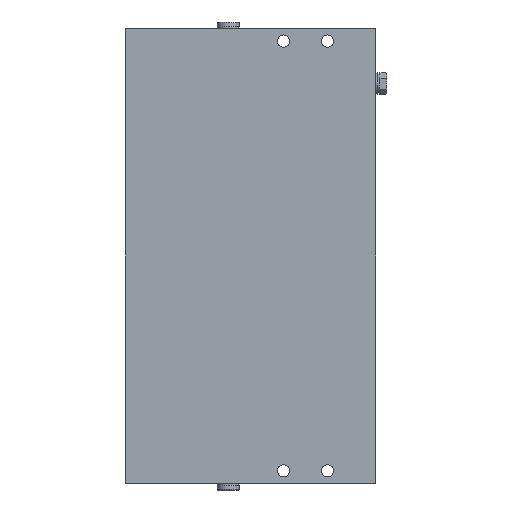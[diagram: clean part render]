
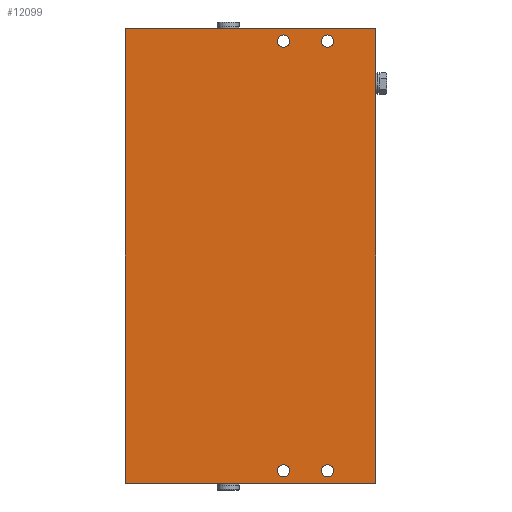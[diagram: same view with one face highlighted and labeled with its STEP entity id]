
A CAD part, front view. The second image highlights one B-rep face of the part: STEP entity #12099.
In plain terms, the highlighted planar face has unit normal (0, -1, 0).
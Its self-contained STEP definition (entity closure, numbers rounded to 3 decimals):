
#773=CIRCLE('',#13478,2.25);
#774=CIRCLE('',#13479,2.25);
#775=CIRCLE('',#13480,2.25);
#776=CIRCLE('',#13481,2.25);
#1674=ORIENTED_EDGE('',*,*,#4759,.T.);
#1675=ORIENTED_EDGE('',*,*,#4760,.T.);
#1676=ORIENTED_EDGE('',*,*,#4761,.T.);
#1677=ORIENTED_EDGE('',*,*,#4762,.T.);
#1678=ORIENTED_EDGE('',*,*,#4763,.T.);
#1679=ORIENTED_EDGE('',*,*,#4764,.F.);
#1680=ORIENTED_EDGE('',*,*,#4714,.F.);
#1681=ORIENTED_EDGE('',*,*,#4342,.T.);
#4342=EDGE_CURVE('',#5890,#5889,#7118,.T.);
#4714=EDGE_CURVE('',#5890,#6260,#7289,.T.);
#4759=EDGE_CURVE('',#6298,#6298,#773,.T.);
#4760=EDGE_CURVE('',#6299,#6299,#774,.T.);
#4761=EDGE_CURVE('',#6300,#6300,#775,.T.);
#4762=EDGE_CURVE('',#6301,#6301,#776,.T.);
#4763=EDGE_CURVE('',#5889,#6302,#7312,.T.);
#4764=EDGE_CURVE('',#6260,#6302,#7313,.T.);
#5889=VERTEX_POINT('',#18709);
#5890=VERTEX_POINT('',#18711);
#6260=VERTEX_POINT('',#19455);
#6298=VERTEX_POINT('',#19572);
#6299=VERTEX_POINT('',#19574);
#6300=VERTEX_POINT('',#19576);
#6301=VERTEX_POINT('',#19578);
#6302=VERTEX_POINT('',#19580);
#7118=LINE('',#18710,#7918);
#7289=LINE('',#19454,#8089);
#7312=LINE('',#19579,#8112);
#7313=LINE('',#19581,#8113);
#7918=VECTOR('',#14806,1000.);
#8089=VECTOR('',#15383,1000.);
#8112=VECTOR('',#15462,1000.);
#8113=VECTOR('',#15463,1000.);
#8928=EDGE_LOOP('',(#1674));
#8929=EDGE_LOOP('',(#1675));
#8930=EDGE_LOOP('',(#1676));
#8931=EDGE_LOOP('',(#1677));
#8932=EDGE_LOOP('',(#1678,#1679,#1680,#1681));
#10388=FACE_BOUND('',#8928,.T.);
#10389=FACE_BOUND('',#8929,.T.);
#10390=FACE_BOUND('',#8930,.T.);
#10391=FACE_BOUND('',#8931,.T.);
#10392=FACE_BOUND('',#8932,.T.);
#11669=PLANE('',#13477);
#12099=ADVANCED_FACE('',(#10388,#10389,#10390,#10391,#10392),#11669,.F.);
#13477=AXIS2_PLACEMENT_3D('',#19570,#15452,#15453);
#13478=AXIS2_PLACEMENT_3D('',#19571,#15454,#15455);
#13479=AXIS2_PLACEMENT_3D('',#19573,#15456,#15457);
#13480=AXIS2_PLACEMENT_3D('',#19575,#15458,#15459);
#13481=AXIS2_PLACEMENT_3D('',#19577,#15460,#15461);
#14806=DIRECTION('',(0.,0.,-1.));
#15383=DIRECTION('',(1.,0.,0.));
#15452=DIRECTION('',(0.,1.,0.));
#15453=DIRECTION('',(0.,0.,1.));
#15454=DIRECTION('',(0.,1.,0.));
#15455=DIRECTION('',(1.,0.,0.));
#15456=DIRECTION('',(0.,1.,0.));
#15457=DIRECTION('',(1.,0.,0.));
#15458=DIRECTION('',(0.,1.,0.));
#15459=DIRECTION('',(1.,0.,0.));
#15460=DIRECTION('',(0.,1.,0.));
#15461=DIRECTION('',(1.,0.,0.));
#15462=DIRECTION('',(1.,0.,0.));
#15463=DIRECTION('',(0.,0.,-1.));
#18709=CARTESIAN_POINT('',(0.,-23.,0.));
#18710=CARTESIAN_POINT('',(0.,-23.,166.));
#18711=CARTESIAN_POINT('',(0.,-23.,166.));
#19454=CARTESIAN_POINT('',(0.,-23.,166.));
#19455=CARTESIAN_POINT('',(91.5,-23.,166.));
#19570=CARTESIAN_POINT('',(0.,-23.,166.));
#19571=CARTESIAN_POINT('',(33.65,-23.,4.5));
#19572=CARTESIAN_POINT('',(35.9,-23.,4.5));
#19573=CARTESIAN_POINT('',(17.65,-23.,161.5));
#19574=CARTESIAN_POINT('',(19.9,-23.,161.5));
#19575=CARTESIAN_POINT('',(33.65,-23.,161.5));
#19576=CARTESIAN_POINT('',(35.9,-23.,161.5));
#19577=CARTESIAN_POINT('',(17.65,-23.,4.5));
#19578=CARTESIAN_POINT('',(19.9,-23.,4.5));
#19579=CARTESIAN_POINT('',(0.,-23.,0.));
#19580=CARTESIAN_POINT('',(91.5,-23.,0.));
#19581=CARTESIAN_POINT('',(91.5,-23.,166.));
